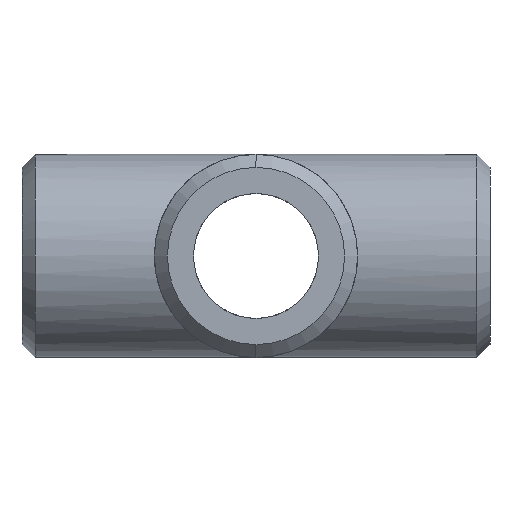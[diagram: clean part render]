
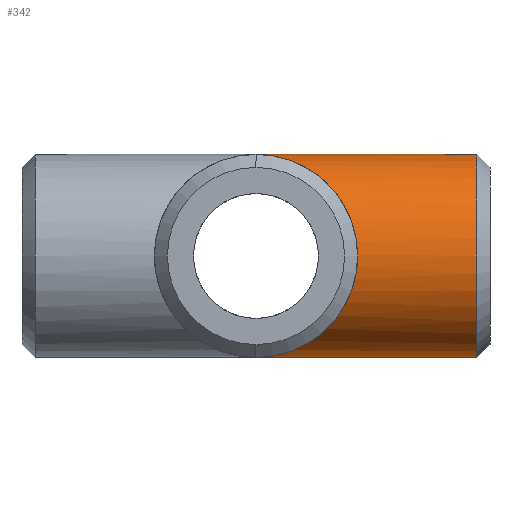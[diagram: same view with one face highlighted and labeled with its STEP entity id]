
A CAD part, left-side view. The second image highlights one B-rep face of the part: STEP entity #342.
In plain terms, the highlighted cylindrical face has radius 16.5 mm (diameter 33 mm), a partial arc.
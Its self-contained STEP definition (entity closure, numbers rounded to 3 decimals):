
#9 = VERTEX_POINT ( 'NONE', #544 ) ;
#11 = CARTESIAN_POINT ( 'NONE',  ( 0., -38., 0. ) ) ;
#24 = CARTESIAN_POINT ( 'NONE',  ( 0., 0., 16.5 ) ) ;
#26 = EDGE_CURVE ( 'NONE', #722, #144, #291, .T. ) ;
#52 = DIRECTION ( 'NONE',  ( 0., 1., 0. ) ) ;
#58 = AXIS2_PLACEMENT_3D ( 'NONE', #219, #101, #157 ) ;
#72 = AXIS2_PLACEMENT_3D ( 'NONE', #11, #753, #270 ) ;
#101 = DIRECTION ( 'NONE',  ( 0., 1., 0. ) ) ;
#111 = LINE ( 'NONE', #249, #778 ) ;
#112 = CARTESIAN_POINT ( 'NONE',  ( 0., 0., -16.5 ) ) ;
#131 = CYLINDRICAL_SURFACE ( 'NONE', #72, 16.5 ) ;
#139 = VERTEX_POINT ( 'NONE', #24 ) ;
#144 = VERTEX_POINT ( 'NONE', #278 ) ;
#157 = DIRECTION ( 'NONE',  ( 0., 0., -1. ) ) ;
#186 = ORIENTED_EDGE ( 'NONE', *, *, #751, .F. ) ;
#213 = VECTOR ( 'NONE', #635, 1000. ) ;
#217 = ORIENTED_EDGE ( 'NONE', *, *, #26, .T. ) ;
#219 = CARTESIAN_POINT ( 'NONE',  ( 0., -35.883, 0. ) ) ;
#249 = CARTESIAN_POINT ( 'NONE',  ( 0., -38., 16.5 ) ) ;
#270 = DIRECTION ( 'NONE',  ( 0., 0., -1. ) ) ;
#278 = CARTESIAN_POINT ( 'NONE',  ( 0., -35.883, 16.5 ) ) ;
#291 = CIRCLE ( 'NONE', #58, 16.5 ) ;
#304 = ORIENTED_EDGE ( 'NONE', *, *, #367, .F. ) ;
#313 = EDGE_CURVE ( 'NONE', #144, #139, #111, .T. ) ;
#342 = ADVANCED_FACE ( 'NONE', ( #510 ), #131, .T. ) ;
#367 = EDGE_CURVE ( 'NONE', #722, #9, #638, .T. ) ;
#434 = EDGE_LOOP ( 'NONE', ( #217, #590, #186, #304 ) ) ;
#458 = CARTESIAN_POINT ( 'NONE',  ( 0., -38., -16.5 ) ) ;
#479 =( BOUNDED_CURVE ( )  B_SPLINE_CURVE ( 3, ( #112, #799, #493, #609 ),
 .UNSPECIFIED., .F., .T. ) 
 B_SPLINE_CURVE_WITH_KNOTS ( ( 4, 4 ),
 ( 4.712, 7.854 ),
 .UNSPECIFIED. ) 
 CURVE ( )  GEOMETRIC_REPRESENTATION_ITEM ( )  RATIONAL_B_SPLINE_CURVE ( ( 1., 0.333, 0.333, 1. ) ) 
 REPRESENTATION_ITEM ( '' )  );
#493 = CARTESIAN_POINT ( 'NONE',  ( -33., -33., 16.5 ) ) ;
#510 = FACE_OUTER_BOUND ( 'NONE', #434, .T. ) ;
#544 = CARTESIAN_POINT ( 'NONE',  ( 0., 0., -16.5 ) ) ;
#590 = ORIENTED_EDGE ( 'NONE', *, *, #313, .T. ) ;
#609 = CARTESIAN_POINT ( 'NONE',  ( 0., 0., 16.5 ) ) ;
#635 = DIRECTION ( 'NONE',  ( 0., 1., 0. ) ) ;
#638 = LINE ( 'NONE', #458, #213 ) ;
#650 = CARTESIAN_POINT ( 'NONE',  ( 0., -35.883, -16.5 ) ) ;
#722 = VERTEX_POINT ( 'NONE', #650 ) ;
#751 = EDGE_CURVE ( 'NONE', #9, #139, #479, .T. ) ;
#753 = DIRECTION ( 'NONE',  ( 0., 1., 0. ) ) ;
#778 = VECTOR ( 'NONE', #52, 1000. ) ;
#799 = CARTESIAN_POINT ( 'NONE',  ( -33., -33., -16.5 ) ) ;
